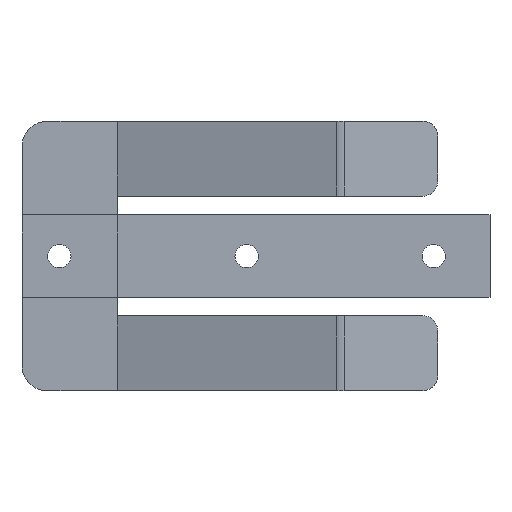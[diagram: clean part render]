
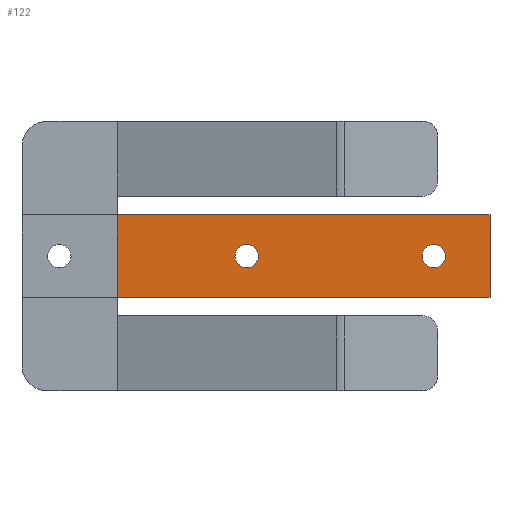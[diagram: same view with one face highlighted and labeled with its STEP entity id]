
A CAD part, top view. The second image highlights one B-rep face of the part: STEP entity #122.
In plain terms, the highlighted planar face has unit normal (0, 0, 1).
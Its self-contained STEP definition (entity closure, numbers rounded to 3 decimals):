
#13=DIRECTION('',(0.,0.,1.));
#24=VERTEX_POINT('',#25);
#25=CARTESIAN_POINT('',(7.94,-1.395,0.1));
#28=ORIENTED_EDGE('',*,*,#29,.T.);
#29=EDGE_CURVE('',#24,#30,#32,.T.);
#30=VERTEX_POINT('',#31);
#31=CARTESIAN_POINT('',(7.94,1.395,0.1));
#32=LINE('',#25,#33);
#33=VECTOR('',#34,1.);
#34=DIRECTION('',(0.,1.,0.));
#45=DIRECTION('',(-1.,0.,0.));
#55=VECTOR('',#56,1.);
#56=DIRECTION('',(1.,0.,0.));
#59=VERTEX_POINT('',#60);
#60=CARTESIAN_POINT('',(-4.71,-1.395,0.1));
#64=ORIENTED_EDGE('',*,*,#65,.T.);
#65=EDGE_CURVE('',#59,#24,#66,.T.);
#66=LINE('',#67,#55);
#67=CARTESIAN_POINT('',(-7.94,-1.395,0.1));
#79=VECTOR('',#45,1.);
#81=ORIENTED_EDGE('',*,*,#82,.T.);
#82=EDGE_CURVE('',#30,#83,#85,.T.);
#83=VERTEX_POINT('',#84);
#84=CARTESIAN_POINT('',(-4.71,1.395,0.1));
#85=LINE('',#31,#79);
#122=ADVANCED_FACE('',(#123,#129,#138),#147,.T.);
#123=FACE_BOUND('',#124,.T.);
#124=EDGE_LOOP('',(#28,#81,#125,#64));
#125=ORIENTED_EDGE('',*,*,#126,.F.);
#126=EDGE_CURVE('',#59,#83,#127,.T.);
#127=LINE('',#128,#33);
#128=CARTESIAN_POINT('',(-4.71,-4.57,0.1));
#129=FACE_BOUND('',#130,.T.);
#130=EDGE_LOOP('',(#131));
#131=ORIENTED_EDGE('',*,*,#132,.F.);
#132=EDGE_CURVE('',#133,#133,#135,.T.);
#133=VERTEX_POINT('',#134);
#134=CARTESIAN_POINT('',(5.635,0.,0.1));
#135=CIRCLE('',#136,0.395);
#136=AXIS2_PLACEMENT_3D('',#137,#13,#45);
#137=CARTESIAN_POINT('',(6.03,0.,0.1));
#138=FACE_BOUND('',#139,.T.);
#139=EDGE_LOOP('',(#140));
#140=ORIENTED_EDGE('',*,*,#141,.F.);
#141=EDGE_CURVE('',#142,#142,#144,.T.);
#142=VERTEX_POINT('',#143);
#143=CARTESIAN_POINT('',(-0.715,0.,0.1));
#144=CIRCLE('',#145,0.395);
#145=AXIS2_PLACEMENT_3D('',#146,#13,#45);
#146=CARTESIAN_POINT('',(-0.32,0.,0.1));
#147=PLANE('',#148);
#148=AXIS2_PLACEMENT_3D('',#149,#13,#45);
#149=CARTESIAN_POINT('',(0.,0.,0.1));
